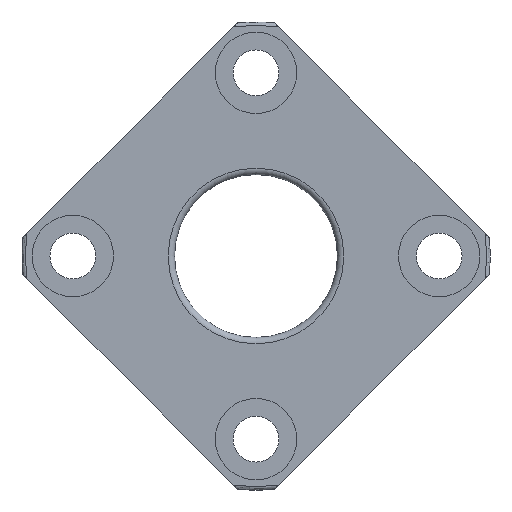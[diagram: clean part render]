
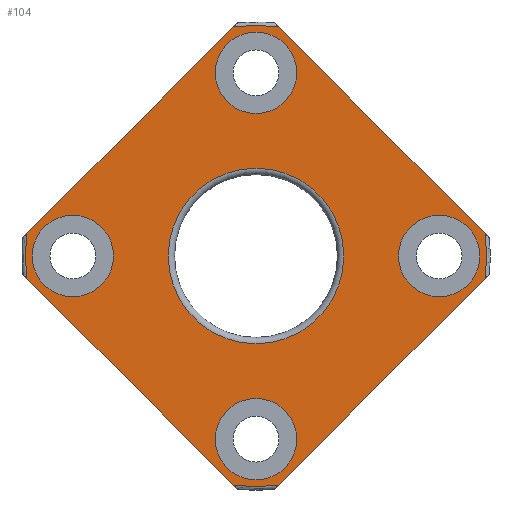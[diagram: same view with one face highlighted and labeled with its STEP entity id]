
A CAD part, left-side view. The second image highlights one B-rep face of the part: STEP entity #104.
In plain terms, the highlighted planar face has unit normal (-1, 0, 0).
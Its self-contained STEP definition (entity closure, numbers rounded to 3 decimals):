
#104 = ADVANCED_FACE( '', ( #227, #228, #229, #230, #231, #232 ), #233, .T. );
#227 = FACE_BOUND( '', #370, .T. );
#228 = FACE_BOUND( '', #371, .T. );
#229 = FACE_OUTER_BOUND( '', #372, .T. );
#230 = FACE_BOUND( '', #373, .T. );
#231 = FACE_BOUND( '', #374, .T. );
#232 = FACE_BOUND( '', #375, .T. );
#233 = PLANE( '', #376 );
#370 = EDGE_LOOP( '', ( #593 ) );
#371 = EDGE_LOOP( '', ( #594 ) );
#372 = EDGE_LOOP( '', ( #595, #596, #597, #598, #599, #600, #601, #602 ) );
#373 = EDGE_LOOP( '', ( #603 ) );
#374 = EDGE_LOOP( '', ( #604 ) );
#375 = EDGE_LOOP( '', ( #605 ) );
#376 = AXIS2_PLACEMENT_3D( '', #606, #607, #608 );
#593 = ORIENTED_EDGE( '', *, *, #792, .T. );
#594 = ORIENTED_EDGE( '', *, *, #789, .T. );
#595 = ORIENTED_EDGE( '', *, *, #782, .F. );
#596 = ORIENTED_EDGE( '', *, *, #727, .F. );
#597 = ORIENTED_EDGE( '', *, *, #794, .F. );
#598 = ORIENTED_EDGE( '', *, *, #795, .F. );
#599 = ORIENTED_EDGE( '', *, *, #768, .F. );
#600 = ORIENTED_EDGE( '', *, *, #796, .F. );
#601 = ORIENTED_EDGE( '', *, *, #754, .F. );
#602 = ORIENTED_EDGE( '', *, *, #797, .F. );
#603 = ORIENTED_EDGE( '', *, *, #774, .T. );
#604 = ORIENTED_EDGE( '', *, *, #798, .T. );
#605 = ORIENTED_EDGE( '', *, *, #799, .T. );
#606 = CARTESIAN_POINT( '', ( 0., 22.625, 0. ) );
#607 = DIRECTION( '', ( -1., 0., 0. ) );
#608 = DIRECTION( '', ( 0., 0., 1. ) );
#727 = EDGE_CURVE( '', #841, #844, #845, .T. );
#754 = EDGE_CURVE( '', #888, #890, #891, .T. );
#768 = EDGE_CURVE( '', #909, #911, #912, .T. );
#774 = EDGE_CURVE( '', #919, #919, #920, .T. );
#782 = EDGE_CURVE( '', #844, #932, #933, .T. );
#789 = EDGE_CURVE( '', #941, #941, #942, .F. );
#792 = EDGE_CURVE( '', #946, #946, #947, .T. );
#794 = EDGE_CURVE( '', #949, #841, #950, .T. );
#795 = EDGE_CURVE( '', #911, #949, #951, .T. );
#796 = EDGE_CURVE( '', #890, #909, #952, .T. );
#797 = EDGE_CURVE( '', #932, #888, #953, .T. );
#798 = EDGE_CURVE( '', #954, #954, #955, .T. );
#799 = EDGE_CURVE( '', #956, #956, #957, .T. );
#841 = VERTEX_POINT( '', #1017 );
#844 = VERTEX_POINT( '', #1027 );
#845 = CIRCLE( '', #1028, 22.625 );
#888 = VERTEX_POINT( '', #1102 );
#890 = VERTEX_POINT( '', #1111 );
#891 = LINE( '', #1112, #1113 );
#909 = VERTEX_POINT( '', #1143 );
#911 = VERTEX_POINT( '', #1152 );
#912 = LINE( '', #1153, #1154 );
#919 = VERTEX_POINT( '', #1169 );
#920 = CIRCLE( '', #1170, 4. );
#932 = VERTEX_POINT( '', #1189 );
#933 = LINE( '', #1190, #1191 );
#941 = VERTEX_POINT( '', #1214 );
#942 = CIRCLE( '', #1215, 4. );
#946 = VERTEX_POINT( '', #1219 );
#947 = CIRCLE( '', #1220, 8.625 );
#949 = VERTEX_POINT( '', #1222 );
#950 = LINE( '', #1223, #1224 );
#951 = CIRCLE( '', #1225, 22.625 );
#952 = CIRCLE( '', #1226, 22.625 );
#953 = CIRCLE( '', #1227, 22.625 );
#954 = VERTEX_POINT( '', #1228 );
#955 = CIRCLE( '', #1229, 4. );
#956 = VERTEX_POINT( '', #1230 );
#957 = CIRCLE( '', #1231, 4. );
#1017 = CARTESIAN_POINT( '', ( 0., 22.514, -2.234 ) );
#1027 = CARTESIAN_POINT( '', ( 0., 22.514, 2.234 ) );
#1028 = AXIS2_PLACEMENT_3D( '', #1291, #1292, #1293 );
#1102 = CARTESIAN_POINT( '', ( 0., -2.234, 22.514 ) );
#1111 = CARTESIAN_POINT( '', ( 0., -22.514, 2.234 ) );
#1112 = CARTESIAN_POINT( '', ( 0., 0., 24.749 ) );
#1113 = VECTOR( '', #1330, 1000. );
#1143 = CARTESIAN_POINT( '', ( 0., -22.514, -2.234 ) );
#1152 = CARTESIAN_POINT( '', ( 0., -2.234, -22.514 ) );
#1153 = CARTESIAN_POINT( '', ( 0., -24.749, 0. ) );
#1154 = VECTOR( '', #1345, 1000. );
#1169 = CARTESIAN_POINT( '', ( 0., 0., -22. ) );
#1170 = AXIS2_PLACEMENT_3D( '', #1350, #1351, #1352 );
#1189 = CARTESIAN_POINT( '', ( 0., 2.234, 22.514 ) );
#1190 = CARTESIAN_POINT( '', ( 0., 24.749, 0. ) );
#1191 = VECTOR( '', #1362, 1000. );
#1214 = CARTESIAN_POINT( '', ( 0., 18., 4. ) );
#1215 = AXIS2_PLACEMENT_3D( '', #1367, #1368, #1369 );
#1219 = CARTESIAN_POINT( '', ( 0., 0., -8.625 ) );
#1220 = AXIS2_PLACEMENT_3D( '', #1373, #1374, #1375 );
#1222 = CARTESIAN_POINT( '', ( 0., 2.234, -22.514 ) );
#1223 = CARTESIAN_POINT( '', ( 0., 0., -24.749 ) );
#1224 = VECTOR( '', #1376, 1000. );
#1225 = AXIS2_PLACEMENT_3D( '', #1377, #1378, #1379 );
#1226 = AXIS2_PLACEMENT_3D( '', #1380, #1381, #1382 );
#1227 = AXIS2_PLACEMENT_3D( '', #1383, #1384, #1385 );
#1228 = CARTESIAN_POINT( '', ( 0., -18., -4. ) );
#1229 = AXIS2_PLACEMENT_3D( '', #1386, #1387, #1388 );
#1230 = CARTESIAN_POINT( '', ( 0., 0., 14. ) );
#1231 = AXIS2_PLACEMENT_3D( '', #1389, #1390, #1391 );
#1291 = CARTESIAN_POINT( '', ( 0., 0., 0. ) );
#1292 = DIRECTION( '', ( 1., 0., 0. ) );
#1293 = DIRECTION( '', ( 0., 0., -1. ) );
#1330 = DIRECTION( '', ( 0., -0.707, -0.707 ) );
#1345 = DIRECTION( '', ( 0., 0.707, -0.707 ) );
#1350 = CARTESIAN_POINT( '', ( 0., 0., -18. ) );
#1351 = DIRECTION( '', ( 1., 0., 0. ) );
#1352 = DIRECTION( '', ( 0., 0., -1. ) );
#1362 = DIRECTION( '', ( 0., -0.707, 0.707 ) );
#1367 = CARTESIAN_POINT( '', ( 0., 18., 0. ) );
#1368 = DIRECTION( '', ( -1., 0., 0. ) );
#1369 = DIRECTION( '', ( 0., 0., 1. ) );
#1373 = CARTESIAN_POINT( '', ( 0., 0., 0. ) );
#1374 = DIRECTION( '', ( 1., 0., 0. ) );
#1375 = DIRECTION( '', ( 0., 0., -1. ) );
#1376 = DIRECTION( '', ( 0., 0.707, 0.707 ) );
#1377 = CARTESIAN_POINT( '', ( 0., 0., 0. ) );
#1378 = DIRECTION( '', ( 1., 0., 0. ) );
#1379 = DIRECTION( '', ( 0., 0., -1. ) );
#1380 = CARTESIAN_POINT( '', ( 0., 0., 0. ) );
#1381 = DIRECTION( '', ( 1., 0., 0. ) );
#1382 = DIRECTION( '', ( 0., 0., -1. ) );
#1383 = CARTESIAN_POINT( '', ( 0., 0., 0. ) );
#1384 = DIRECTION( '', ( 1., 0., 0. ) );
#1385 = DIRECTION( '', ( 0., 0., -1. ) );
#1386 = CARTESIAN_POINT( '', ( 0., -18., 0. ) );
#1387 = DIRECTION( '', ( 1., 0., 0. ) );
#1388 = DIRECTION( '', ( 0., 0., -1. ) );
#1389 = CARTESIAN_POINT( '', ( 0., 0., 18. ) );
#1390 = DIRECTION( '', ( 1., 0., 0. ) );
#1391 = DIRECTION( '', ( 0., 0., -1. ) );
